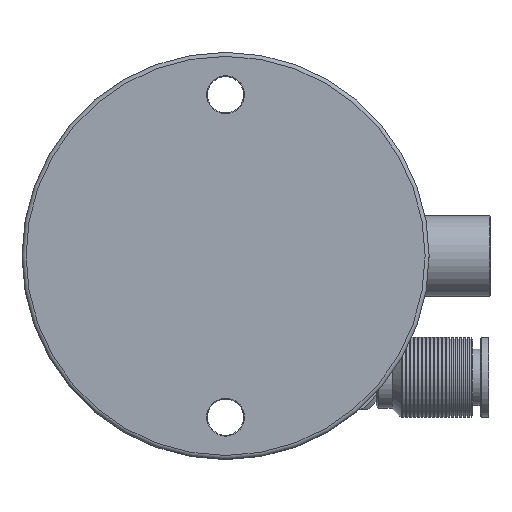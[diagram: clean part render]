
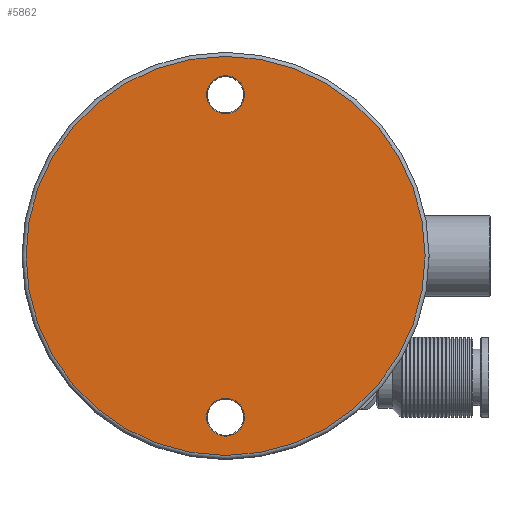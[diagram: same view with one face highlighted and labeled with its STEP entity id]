
A CAD part, top view. The second image highlights one B-rep face of the part: STEP entity #5862.
In plain terms, the highlighted planar face has unit normal (0, 0, 1).
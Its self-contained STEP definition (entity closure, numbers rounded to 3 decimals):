
#167 = EDGE_CURVE ( 'NONE', #7676, #7676, #2809, .T. ) ;
#225 = DIRECTION ( 'NONE',  ( -1., 0., 0. ) ) ;
#713 = CARTESIAN_POINT ( 'NONE',  ( -2.35, -20., 59.859 ) ) ;
#994 = EDGE_LOOP ( 'NONE', ( #2911 ) ) ;
#1198 = VERTEX_POINT ( 'NONE', #713 ) ;
#1394 = CARTESIAN_POINT ( 'NONE',  ( -24.75, 0., 59.859 ) ) ;
#2035 = PLANE ( 'NONE',  #3452 ) ;
#2084 = DIRECTION ( 'NONE',  ( 0., 0., -1. ) ) ;
#2185 = DIRECTION ( 'NONE',  ( -1., 0., 0. ) ) ;
#2465 = ORIENTED_EDGE ( 'NONE', *, *, #8670, .T. ) ;
#2792 = AXIS2_PLACEMENT_3D ( 'NONE', #3460, #4201, #225 ) ;
#2809 = CIRCLE ( 'NONE', #8094, 24.75 ) ;
#2911 = ORIENTED_EDGE ( 'NONE', *, *, #5013, .T. ) ;
#2952 = FACE_BOUND ( 'NONE', #3187, .T. ) ;
#3017 = CARTESIAN_POINT ( 'NONE',  ( 0., -20., 59.859 ) ) ;
#3187 = EDGE_LOOP ( 'NONE', ( #2465 ) ) ;
#3395 = ORIENTED_EDGE ( 'NONE', *, *, #167, .T. ) ;
#3452 = AXIS2_PLACEMENT_3D ( 'NONE', #9113, #2084, #2185 ) ;
#3460 = CARTESIAN_POINT ( 'NONE',  ( 0., 20., 59.859 ) ) ;
#3552 = EDGE_LOOP ( 'NONE', ( #3395 ) ) ;
#4201 = DIRECTION ( 'NONE',  ( 0., 0., -1. ) ) ;
#4586 = DIRECTION ( 'NONE',  ( -1., 0., 0. ) ) ;
#4662 = CARTESIAN_POINT ( 'NONE',  ( -2.35, 20., 59.859 ) ) ;
#5013 = EDGE_CURVE ( 'NONE', #6816, #6816, #5443, .T. ) ;
#5356 = DIRECTION ( 'NONE',  ( 0., 0., -1. ) ) ;
#5443 = CIRCLE ( 'NONE', #2792, 2.35 ) ;
#5581 = AXIS2_PLACEMENT_3D ( 'NONE', #3017, #5356, #4586 ) ;
#5862 = ADVANCED_FACE ( 'NONE', ( #6874, #2952, #6105 ), #2035, .F. ) ;
#6105 = FACE_OUTER_BOUND ( 'NONE', #3552, .T. ) ;
#6430 = DIRECTION ( 'NONE',  ( -1., 0., 0. ) ) ;
#6802 = CARTESIAN_POINT ( 'NONE',  ( 0., 0., 59.859 ) ) ;
#6816 = VERTEX_POINT ( 'NONE', #4662 ) ;
#6874 = FACE_BOUND ( 'NONE', #994, .T. ) ;
#7676 = VERTEX_POINT ( 'NONE', #1394 ) ;
#8094 = AXIS2_PLACEMENT_3D ( 'NONE', #6802, #9297, #6430 ) ;
#8522 = CIRCLE ( 'NONE', #5581, 2.35 ) ;
#8670 = EDGE_CURVE ( 'NONE', #1198, #1198, #8522, .T. ) ;
#9113 = CARTESIAN_POINT ( 'NONE',  ( 0., 16., 59.859 ) ) ;
#9297 = DIRECTION ( 'NONE',  ( 0., 0., 1. ) ) ;
